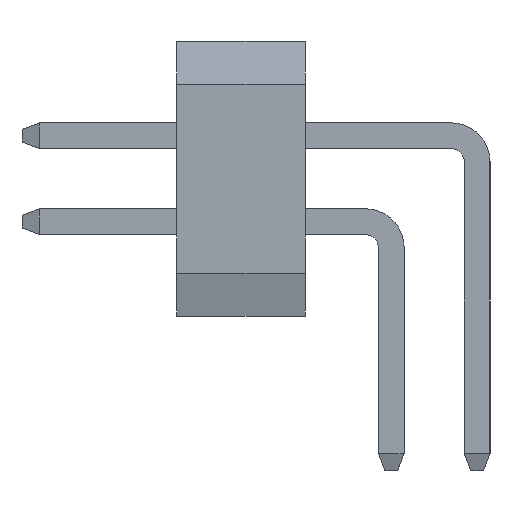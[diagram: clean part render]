
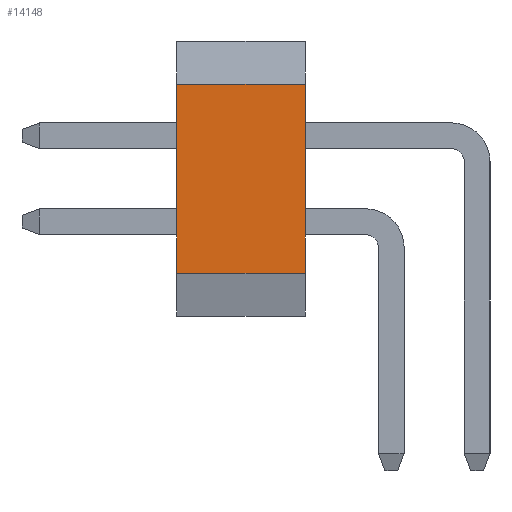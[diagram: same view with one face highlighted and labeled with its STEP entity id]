
A CAD part, left-side view. The second image highlights one B-rep face of the part: STEP entity #14148.
In plain terms, the highlighted planar face has unit normal (-1, 0, 0).
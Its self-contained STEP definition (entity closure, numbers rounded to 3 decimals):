
#10220=CARTESIAN_POINT('',(-0.5,0.,1.1));
#10221=VERTEX_POINT('',#10220);
#10228=CARTESIAN_POINT('',(-0.5,0.,-1.1));
#10229=VERTEX_POINT('',#10228);
#10230=CARTESIAN_POINT('',(-0.5,0.,1.1));
#10231=DIRECTION('',(0.,0.,-1.));
#10232=VECTOR('',#10231,2.2);
#10233=LINE('',#10230,#10232);
#10234=EDGE_CURVE('',#10221,#10229,#10233,.T.);
#11452=CARTESIAN_POINT('',(-0.5,1.5,-1.1));
#11453=VERTEX_POINT('',#11452);
#11460=CARTESIAN_POINT('',(-0.5,1.5,1.1));
#11461=VERTEX_POINT('',#11460);
#11462=CARTESIAN_POINT('',(-0.5,1.5,-1.1));
#11463=DIRECTION('',(0.,0.,1.));
#11464=VECTOR('',#11463,2.2);
#11465=LINE('',#11462,#11464);
#11466=EDGE_CURVE('',#11453,#11461,#11465,.T.);
#14122=CARTESIAN_POINT('',(-0.5,1.5,1.1));
#14123=DIRECTION('',(0.,-1.,0.));
#14124=VECTOR('',#14123,1.5);
#14125=LINE('',#14122,#14124);
#14126=EDGE_CURVE('',#11461,#10221,#14125,.T.);
#14132=CARTESIAN_POINT('',(-0.5,0.,-1.6));
#14133=DIRECTION('',(0.,0.,1.));
#14134=DIRECTION('',(-1.,0.,0.));
#14135=AXIS2_PLACEMENT_3D('',#14132,#14134,#14133);
#14136=PLANE('',#14135);
#14137=ORIENTED_EDGE('',*,*,#14126,.F.);
#14138=ORIENTED_EDGE('',*,*,#11466,.F.);
#14139=CARTESIAN_POINT('',(-0.5,1.5,-1.1));
#14140=DIRECTION('',(0.,-1.,0.));
#14141=VECTOR('',#14140,1.5);
#14142=LINE('',#14139,#14141);
#14143=EDGE_CURVE('',#11453,#10229,#14142,.T.);
#14144=ORIENTED_EDGE('',*,*,#14143,.T.);
#14145=ORIENTED_EDGE('',*,*,#10234,.F.);
#14146=EDGE_LOOP('',(#14137,#14138,#14144,#14145));
#14147=FACE_OUTER_BOUND('',#14146,.T.);
#14148=ADVANCED_FACE('',(#14147),#14136,.T.);
